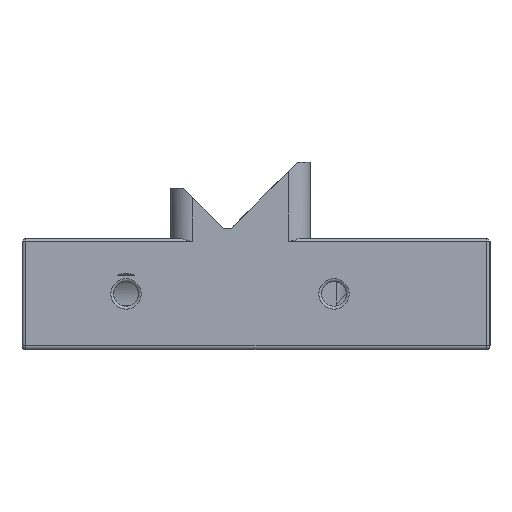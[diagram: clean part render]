
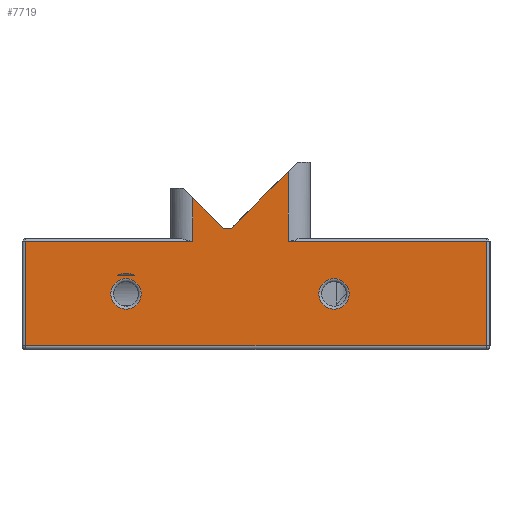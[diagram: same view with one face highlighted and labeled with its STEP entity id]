
A CAD part, left-side view. The second image highlights one B-rep face of the part: STEP entity #7719.
In plain terms, the highlighted planar face has unit normal (-1, 0, 0).
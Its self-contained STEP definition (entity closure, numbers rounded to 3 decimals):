
#60=FACE_BOUND('',#1312,.T.);
#61=FACE_BOUND('',#1313,.T.);
#62=FACE_BOUND('',#1314,.T.);
#498=CIRCLE('',#8338,2.05);
#500=CIRCLE('',#8341,2.05);
#501=CIRCLE('',#8342,2.75);
#828=FACE_OUTER_BOUND('',#1311,.T.);
#1311=EDGE_LOOP('',(#5529,#5530,#5531,#5532,#5533,#5534,#5535,#5536,#5537,
#5538));
#1312=EDGE_LOOP('',(#5539));
#1313=EDGE_LOOP('',(#5540,#5541));
#1314=EDGE_LOOP('',(#5542));
#1753=LINE('',#11517,#2480);
#1755=LINE('',#11531,#2482);
#1772=LINE('',#11638,#2499);
#1786=LINE('',#11714,#2513);
#1789=LINE('',#11723,#2516);
#1808=LINE('',#11801,#2535);
#1809=LINE('',#11804,#2536);
#1903=LINE('',#12203,#2630);
#1904=LINE('',#12205,#2631);
#1905=LINE('',#12206,#2632);
#1906=LINE('',#12211,#2633);
#2480=VECTOR('',#9042,10.);
#2482=VECTOR('',#9056,10.);
#2499=VECTOR('',#9093,10.);
#2513=VECTOR('',#9171,10.);
#2516=VECTOR('',#9184,10.);
#2535=VECTOR('',#9239,10.);
#2536=VECTOR('',#9242,10.);
#2630=VECTOR('',#9550,10.);
#2631=VECTOR('',#9551,10.);
#2632=VECTOR('',#9552,10.);
#2633=VECTOR('',#9555,10.);
#3221=VERTEX_POINT('',#11514);
#3222=VERTEX_POINT('',#11516);
#3227=VERTEX_POINT('',#11528);
#3228=VERTEX_POINT('',#11530);
#3250=VERTEX_POINT('',#11636);
#3270=VERTEX_POINT('',#11712);
#3294=VERTEX_POINT('',#11799);
#3295=VERTEX_POINT('',#11803);
#3480=VERTEX_POINT('',#12197);
#3481=VERTEX_POINT('',#12202);
#3482=VERTEX_POINT('',#12204);
#3483=VERTEX_POINT('',#12207);
#3484=VERTEX_POINT('',#12209);
#3485=VERTEX_POINT('',#12210);
#3944=EDGE_CURVE('',#3221,#3222,#1753,.T.);
#3951=EDGE_CURVE('',#3227,#3228,#1755,.T.);
#3978=EDGE_CURVE('',#3221,#3250,#1772,.T.);
#4013=EDGE_CURVE('',#3250,#3270,#1786,.T.);
#4018=EDGE_CURVE('',#3270,#3228,#1789,.T.);
#4049=EDGE_CURVE('',#3227,#3294,#1808,.T.);
#4050=EDGE_CURVE('',#3295,#3222,#1809,.T.);
#4243=EDGE_CURVE('',#3480,#3480,#498,.T.);
#4245=EDGE_CURVE('',#3294,#3481,#1903,.T.);
#4246=EDGE_CURVE('',#3481,#3482,#1904,.T.);
#4247=EDGE_CURVE('',#3482,#3295,#1905,.T.);
#4248=EDGE_CURVE('',#3483,#3483,#500,.T.);
#4249=EDGE_CURVE('',#3484,#3485,#1906,.T.);
#4250=EDGE_CURVE('',#3484,#3485,#501,.T.);
#5529=ORIENTED_EDGE('',*,*,#4049,.T.);
#5530=ORIENTED_EDGE('',*,*,#4245,.T.);
#5531=ORIENTED_EDGE('',*,*,#4246,.T.);
#5532=ORIENTED_EDGE('',*,*,#4247,.T.);
#5533=ORIENTED_EDGE('',*,*,#4050,.T.);
#5534=ORIENTED_EDGE('',*,*,#3944,.F.);
#5535=ORIENTED_EDGE('',*,*,#3978,.T.);
#5536=ORIENTED_EDGE('',*,*,#4013,.T.);
#5537=ORIENTED_EDGE('',*,*,#4018,.T.);
#5538=ORIENTED_EDGE('',*,*,#3951,.F.);
#5539=ORIENTED_EDGE('',*,*,#4248,.F.);
#5540=ORIENTED_EDGE('',*,*,#4249,.F.);
#5541=ORIENTED_EDGE('',*,*,#4250,.T.);
#5542=ORIENTED_EDGE('',*,*,#4243,.F.);
#7501=PLANE('',#8340);
#7719=ADVANCED_FACE('',(#828,#60,#61,#62),#7501,.F.);
#8338=AXIS2_PLACEMENT_3D('',#12199,#9544,#9545);
#8340=AXIS2_PLACEMENT_3D('',#12201,#9548,#9549);
#8341=AXIS2_PLACEMENT_3D('',#12208,#9553,#9554);
#8342=AXIS2_PLACEMENT_3D('',#12212,#9556,#9557);
#9042=DIRECTION('',(0.,0.,-1.));
#9056=DIRECTION('',(0.,0.,1.));
#9093=DIRECTION('',(0.,0.707,-0.707));
#9171=DIRECTION('',(0.,1.,0.));
#9184=DIRECTION('',(0.,0.707,0.707));
#9239=DIRECTION('',(0.,1.,0.));
#9242=DIRECTION('',(0.,1.,0.));
#9544=DIRECTION('center_axis',(-1.,0.,0.));
#9545=DIRECTION('ref_axis',(0.,0.,-1.));
#9548=DIRECTION('center_axis',(1.,0.,0.));
#9549=DIRECTION('ref_axis',(0.,-1.,0.));
#9550=DIRECTION('',(0.,0.,-1.));
#9551=DIRECTION('',(0.,-1.,0.));
#9552=DIRECTION('',(0.,0.,1.));
#9553=DIRECTION('center_axis',(-1.,0.,0.));
#9554=DIRECTION('ref_axis',(0.,0.,-1.));
#9555=DIRECTION('',(0.,-1.,0.));
#9556=DIRECTION('center_axis',(1.,0.,0.));
#9557=DIRECTION('ref_axis',(0.,0.,1.));
#11514=CARTESIAN_POINT('',(75.,32.171,8.945));
#11516=CARTESIAN_POINT('',(75.,32.171,-0.4));
#11517=CARTESIAN_POINT('',(75.,32.171,0.));
#11528=CARTESIAN_POINT('',(75.,45.,-0.4));
#11530=CARTESIAN_POINT('',(75.,45.,5.43));
#11531=CARTESIAN_POINT('',(75.,45.,0.));
#11636=CARTESIAN_POINT('',(75.,39.778,1.339));
#11638=CARTESIAN_POINT('',(75.,30.888,10.228));
#11712=CARTESIAN_POINT('',(75.,40.909,1.339));
#11714=CARTESIAN_POINT('',(75.,39.778,1.339));
#11723=CARTESIAN_POINT('',(75.,46.283,6.713));
#11799=CARTESIAN_POINT('',(75.,67.5,-0.4));
#11801=CARTESIAN_POINT('',(75.,52.25,-0.4));
#11803=CARTESIAN_POINT('',(75.,5.5,-0.4));
#11804=CARTESIAN_POINT('',(75.,52.25,-0.4));
#12197=CARTESIAN_POINT('',(75.,26.,-9.55));
#12199=CARTESIAN_POINT('Origin',(75.,26.,-7.5));
#12201=CARTESIAN_POINT('Origin',(75.,68.,0.));
#12202=CARTESIAN_POINT('',(75.,67.5,-14.5));
#12203=CARTESIAN_POINT('',(75.,67.5,0.));
#12204=CARTESIAN_POINT('',(75.,5.5,-14.5));
#12205=CARTESIAN_POINT('',(75.,52.25,-14.5));
#12206=CARTESIAN_POINT('',(75.,5.5,0.));
#12207=CARTESIAN_POINT('',(75.,54.,-9.55));
#12208=CARTESIAN_POINT('Origin',(75.,54.,-7.5));
#12209=CARTESIAN_POINT('',(75.,55.146,-5.));
#12210=CARTESIAN_POINT('',(75.,52.854,-5.));
#12211=CARTESIAN_POINT('',(75.,45.912,-5.));
#12212=CARTESIAN_POINT('Origin',(75.,54.,-7.5));
